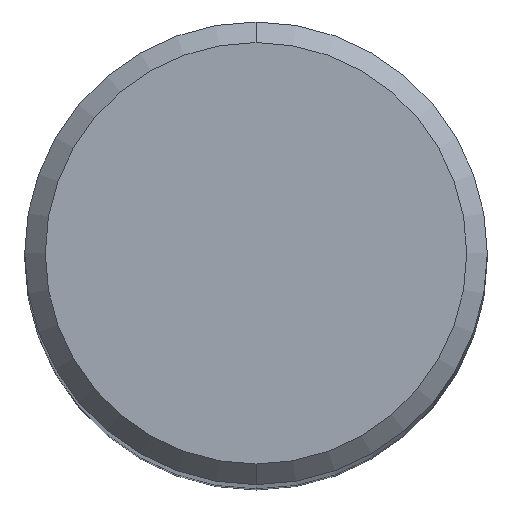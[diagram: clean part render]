
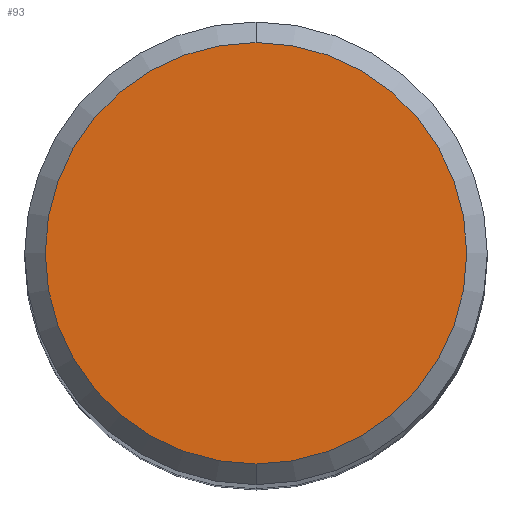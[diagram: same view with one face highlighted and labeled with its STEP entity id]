
A CAD part, top view. The second image highlights one B-rep face of the part: STEP entity #93.
In plain terms, the highlighted planar face has unit normal (0, 0, 1).
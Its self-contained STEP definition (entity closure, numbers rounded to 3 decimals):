
#93=ADVANCED_FACE('',(#215),#216,.T.);
#117=VERTEX_POINT('',#241);
#125=EDGE_CURVE('',#161,#117,#250,.T.);
#137=EDGE_CURVE('',#117,#161,#262,.T.);
#161=VERTEX_POINT('',#290);
#215=FACE_OUTER_BOUND('',#339,.T.);
#216=PLANE('',#340);
#241=CARTESIAN_POINT('',(0.0,8.2,0.0));
#250=CIRCLE('',#385,8.2);
#262=CIRCLE('',#400,8.2);
#290=CARTESIAN_POINT('',(0.,-8.2,0.0));
#339=EDGE_LOOP('',(#498,#499));
#340=AXIS2_PLACEMENT_3D('',#500,#501,#502);
#385=AXIS2_PLACEMENT_3D('',#533,#534,#535);
#400=AXIS2_PLACEMENT_3D('',#541,#542,#543);
#498=ORIENTED_EDGE('',*,*,#137,.F.);
#499=ORIENTED_EDGE('',*,*,#125,.F.);
#500=CARTESIAN_POINT('',(0.0,4.1,0.0));
#501=DIRECTION('',(-0.0,0.0,1.0));
#502=DIRECTION('',(0.0,-1.0,0.0));
#533=CARTESIAN_POINT('',(0.0,0.0,0.0));
#534=DIRECTION('',(0.0,0.0,-1.0));
#535=DIRECTION('',(0.0,1.0,0.0));
#541=CARTESIAN_POINT('',(0.0,0.0,0.0));
#542=DIRECTION('',(0.0,0.0,-1.0));
#543=DIRECTION('',(0.0,1.0,0.0));
